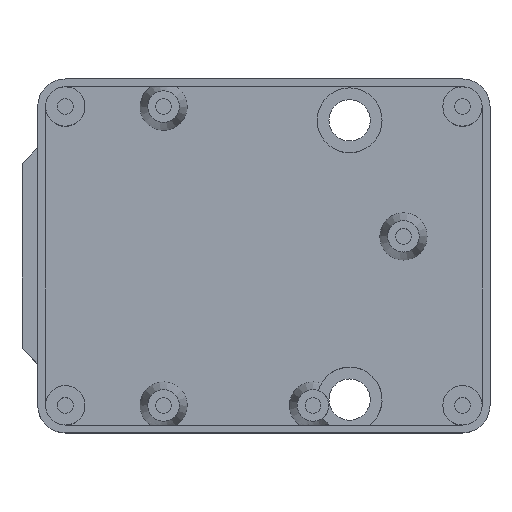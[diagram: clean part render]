
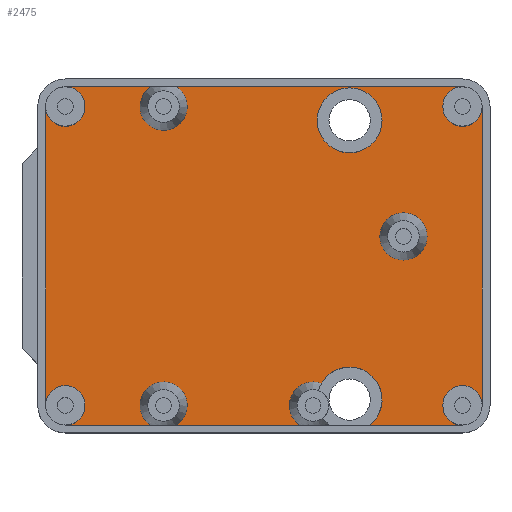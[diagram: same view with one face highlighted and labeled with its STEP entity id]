
A CAD part, top view. The second image highlights one B-rep face of the part: STEP entity #2475.
In plain terms, the highlighted planar face has unit normal (0, 0, 1).
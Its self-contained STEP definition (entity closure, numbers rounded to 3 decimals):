
#55=CIRCLE('',#2632,6.);
#57=CIRCLE('',#2634,6.);
#62=CIRCLE('',#2642,6.);
#64=CIRCLE('',#2646,8.25);
#65=CIRCLE('',#2647,5.);
#66=CIRCLE('',#2648,5.);
#67=CIRCLE('',#2649,6.);
#68=CIRCLE('',#2650,6.);
#69=CIRCLE('',#2651,5.);
#70=CIRCLE('',#2652,5.);
#71=CIRCLE('',#2653,6.);
#72=CIRCLE('',#2654,8.25);
#149=FACE_BOUND('',#347,.T.);
#150=FACE_BOUND('',#348,.T.);
#195=FACE_OUTER_BOUND('',#346,.T.);
#346=EDGE_LOOP('',(#1736,#1737,#1738,#1739,#1740,#1741,#1742,#1743,#1744,
#1745,#1746,#1747,#1748,#1749,#1750,#1751,#1752));
#347=EDGE_LOOP('',(#1753));
#348=EDGE_LOOP('',(#1754));
#530=LINE('',#3602,#802);
#560=LINE('',#3672,#832);
#566=LINE('',#3684,#838);
#571=LINE('',#3697,#843);
#577=LINE('',#3739,#849);
#578=LINE('',#3743,#850);
#579=LINE('',#3749,#851);
#802=VECTOR('',#2875,10.);
#832=VECTOR('',#2915,10.);
#838=VECTOR('',#2921,10.);
#843=VECTOR('',#2926,10.);
#849=VECTOR('',#2956,10.);
#850=VECTOR('',#2959,10.);
#851=VECTOR('',#2964,10.);
#1069=VERTEX_POINT('',#3598);
#1071=VERTEX_POINT('',#3601);
#1099=VERTEX_POINT('',#3659);
#1100=VERTEX_POINT('',#3660);
#1101=VERTEX_POINT('',#3664);
#1103=VERTEX_POINT('',#3671);
#1108=VERTEX_POINT('',#3681);
#1109=VERTEX_POINT('',#3683);
#1114=VERTEX_POINT('',#3693);
#1124=VERTEX_POINT('',#3724);
#1125=VERTEX_POINT('',#3736);
#1126=VERTEX_POINT('',#3738);
#1127=VERTEX_POINT('',#3740);
#1128=VERTEX_POINT('',#3742);
#1129=VERTEX_POINT('',#3744);
#1130=VERTEX_POINT('',#3746);
#1131=VERTEX_POINT('',#3748);
#1132=VERTEX_POINT('',#3752);
#1133=VERTEX_POINT('',#3754);
#1305=EDGE_CURVE('',#1069,#1071,#530,.T.);
#1335=EDGE_CURVE('',#1099,#1101,#55,.T.);
#1338=EDGE_CURVE('',#1101,#1100,#57,.T.);
#1339=EDGE_CURVE('',#1100,#1103,#560,.T.);
#1345=EDGE_CURVE('',#1108,#1109,#566,.T.);
#1351=EDGE_CURVE('',#1114,#1099,#571,.T.);
#1363=EDGE_CURVE('',#1124,#1114,#62,.T.);
#1365=EDGE_CURVE('',#1124,#1109,#64,.T.);
#1366=EDGE_CURVE('',#1108,#1125,#65,.T.);
#1367=EDGE_CURVE('',#1126,#1125,#577,.T.);
#1368=EDGE_CURVE('',#1126,#1127,#66,.T.);
#1369=EDGE_CURVE('',#1128,#1127,#578,.T.);
#1370=EDGE_CURVE('',#1129,#1128,#67,.T.);
#1371=EDGE_CURVE('',#1130,#1129,#68,.T.);
#1372=EDGE_CURVE('',#1131,#1130,#579,.T.);
#1373=EDGE_CURVE('',#1131,#1071,#69,.T.);
#1374=EDGE_CURVE('',#1069,#1103,#70,.T.);
#1375=EDGE_CURVE('',#1132,#1132,#71,.T.);
#1376=EDGE_CURVE('',#1133,#1133,#72,.T.);
#1736=ORIENTED_EDGE('',*,*,#1335,.F.);
#1737=ORIENTED_EDGE('',*,*,#1351,.F.);
#1738=ORIENTED_EDGE('',*,*,#1363,.F.);
#1739=ORIENTED_EDGE('',*,*,#1365,.T.);
#1740=ORIENTED_EDGE('',*,*,#1345,.F.);
#1741=ORIENTED_EDGE('',*,*,#1366,.T.);
#1742=ORIENTED_EDGE('',*,*,#1367,.F.);
#1743=ORIENTED_EDGE('',*,*,#1368,.T.);
#1744=ORIENTED_EDGE('',*,*,#1369,.F.);
#1745=ORIENTED_EDGE('',*,*,#1370,.F.);
#1746=ORIENTED_EDGE('',*,*,#1371,.F.);
#1747=ORIENTED_EDGE('',*,*,#1372,.F.);
#1748=ORIENTED_EDGE('',*,*,#1373,.T.);
#1749=ORIENTED_EDGE('',*,*,#1305,.F.);
#1750=ORIENTED_EDGE('',*,*,#1374,.T.);
#1751=ORIENTED_EDGE('',*,*,#1339,.F.);
#1752=ORIENTED_EDGE('',*,*,#1338,.F.);
#1753=ORIENTED_EDGE('',*,*,#1375,.F.);
#1754=ORIENTED_EDGE('',*,*,#1376,.T.);
#2367=PLANE('',#2645);
#2475=ADVANCED_FACE('',(#195,#149,#150),#2367,.F.);
#2632=AXIS2_PLACEMENT_3D('',#3665,#2906,#2907);
#2634=AXIS2_PLACEMENT_3D('',#3669,#2911,#2912);
#2642=AXIS2_PLACEMENT_3D('',#3731,#2944,#2945);
#2645=AXIS2_PLACEMENT_3D('',#3734,#2950,#2951);
#2646=AXIS2_PLACEMENT_3D('',#3735,#2952,#2953);
#2647=AXIS2_PLACEMENT_3D('',#3737,#2954,#2955);
#2648=AXIS2_PLACEMENT_3D('',#3741,#2957,#2958);
#2649=AXIS2_PLACEMENT_3D('',#3745,#2960,#2961);
#2650=AXIS2_PLACEMENT_3D('',#3747,#2962,#2963);
#2651=AXIS2_PLACEMENT_3D('',#3750,#2965,#2966);
#2652=AXIS2_PLACEMENT_3D('',#3751,#2967,#2968);
#2653=AXIS2_PLACEMENT_3D('',#3753,#2969,#2970);
#2654=AXIS2_PLACEMENT_3D('',#3755,#2971,#2972);
#2875=DIRECTION('',(0.,1.,0.));
#2906=DIRECTION('center_axis',(0.,0.,1.));
#2907=DIRECTION('ref_axis',(-1.,0.,0.));
#2911=DIRECTION('center_axis',(0.,0.,1.));
#2912=DIRECTION('ref_axis',(-1.,0.,0.));
#2915=DIRECTION('',(-1.,0.,0.));
#2921=DIRECTION('',(-1.,0.,0.));
#2926=DIRECTION('',(-1.,0.,0.));
#2944=DIRECTION('center_axis',(0.,0.,1.));
#2945=DIRECTION('ref_axis',(-0.341,-0.94,0.));
#2950=DIRECTION('center_axis',(0.,0.,-1.));
#2951=DIRECTION('ref_axis',(-1.,0.,0.));
#2952=DIRECTION('center_axis',(0.,0.,-1.));
#2953=DIRECTION('ref_axis',(-1.,0.,0.));
#2954=DIRECTION('center_axis',(0.,0.,-1.));
#2955=DIRECTION('ref_axis',(-1.,0.,0.));
#2956=DIRECTION('',(0.,-1.,0.));
#2957=DIRECTION('center_axis',(0.,0.,-1.));
#2958=DIRECTION('ref_axis',(-1.,0.,0.));
#2959=DIRECTION('',(1.,0.,0.));
#2960=DIRECTION('center_axis',(0.,0.,1.));
#2961=DIRECTION('ref_axis',(-1.,0.,0.));
#2962=DIRECTION('center_axis',(0.,0.,1.));
#2963=DIRECTION('ref_axis',(-1.,0.,0.));
#2964=DIRECTION('',(1.,0.,0.));
#2965=DIRECTION('center_axis',(0.,0.,-1.));
#2966=DIRECTION('ref_axis',(-1.,0.,0.));
#2967=DIRECTION('center_axis',(0.,0.,-1.));
#2968=DIRECTION('ref_axis',(-1.,0.,0.));
#2969=DIRECTION('center_axis',(0.,0.,1.));
#2970=DIRECTION('ref_axis',(-1.,0.,0.));
#2971=DIRECTION('center_axis',(0.,0.,-1.));
#2972=DIRECTION('ref_axis',(-1.,0.,0.));
#3598=CARTESIAN_POINT('',(2.,7.,1.));
#3601=CARTESIAN_POINT('',(2.,83.,1.));
#3602=CARTESIAN_POINT('',(2.,2.,1.));
#3659=CARTESIAN_POINT('',(35.317,2.,1.));
#3660=CARTESIAN_POINT('',(28.683,2.,1.));
#3664=CARTESIAN_POINT('',(38.,7.,1.));
#3665=CARTESIAN_POINT('Origin',(32.,7.,1.));
#3669=CARTESIAN_POINT('Origin',(32.,7.,1.));
#3671=CARTESIAN_POINT('',(7.,2.,1.));
#3672=CARTESIAN_POINT('',(113.,2.,1.));
#3681=CARTESIAN_POINT('',(108.,2.,1.));
#3683=CARTESIAN_POINT('',(84.381,2.,1.));
#3684=CARTESIAN_POINT('',(113.,2.,1.));
#3693=CARTESIAN_POINT('',(66.683,2.,1.));
#3697=CARTESIAN_POINT('',(113.,2.,1.));
#3724=CARTESIAN_POINT('',(72.143,12.604,1.));
#3731=CARTESIAN_POINT('Origin',(70.,7.,1.));
#3734=CARTESIAN_POINT('Origin',(57.5,45.,1.));
#3735=CARTESIAN_POINT('Origin',(79.3,8.5,1.));
#3736=CARTESIAN_POINT('',(113.,7.,1.));
#3737=CARTESIAN_POINT('Origin',(108.,7.,1.));
#3738=CARTESIAN_POINT('',(113.,83.,1.));
#3739=CARTESIAN_POINT('',(113.,88.,1.));
#3740=CARTESIAN_POINT('',(108.,88.,1.));
#3741=CARTESIAN_POINT('Origin',(108.,83.,1.));
#3742=CARTESIAN_POINT('',(35.317,88.,1.));
#3743=CARTESIAN_POINT('',(2.,88.,1.));
#3744=CARTESIAN_POINT('',(38.,83.,1.));
#3745=CARTESIAN_POINT('Origin',(32.,83.,1.));
#3746=CARTESIAN_POINT('',(28.683,88.,1.));
#3747=CARTESIAN_POINT('Origin',(32.,83.,1.));
#3748=CARTESIAN_POINT('',(7.,88.,1.));
#3749=CARTESIAN_POINT('',(2.,88.,1.));
#3750=CARTESIAN_POINT('Origin',(7.,83.,1.));
#3751=CARTESIAN_POINT('Origin',(7.,7.,1.));
#3752=CARTESIAN_POINT('',(99.,50.,1.));
#3753=CARTESIAN_POINT('Origin',(93.,50.,1.));
#3754=CARTESIAN_POINT('',(87.55,79.5,1.));
#3755=CARTESIAN_POINT('Origin',(79.3,79.5,1.));
